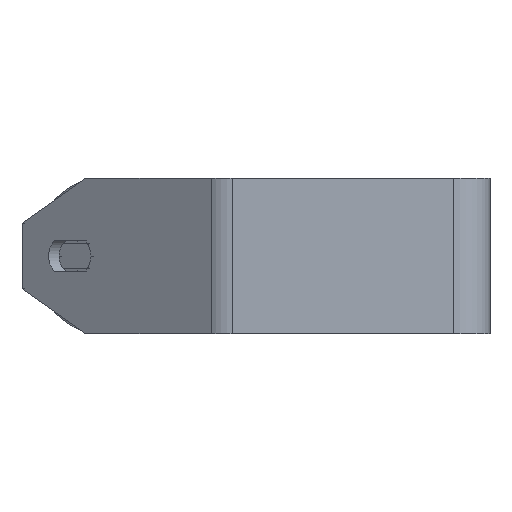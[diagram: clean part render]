
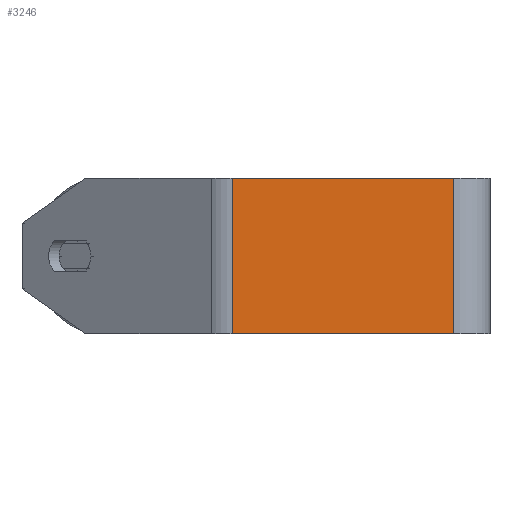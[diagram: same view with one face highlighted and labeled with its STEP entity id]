
A CAD part, left-side view. The second image highlights one B-rep face of the part: STEP entity #3246.
In plain terms, the highlighted planar face has unit normal (-1, 0, 0).
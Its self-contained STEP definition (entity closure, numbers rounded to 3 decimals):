
#8 = VERTEX_POINT ( 'NONE', #1036 ) ;
#313 = FACE_OUTER_BOUND ( 'NONE', #7633, .T. ) ;
#365 = DIRECTION ( 'NONE',  ( 0., 0., -1. ) ) ;
#675 = ORIENTED_EDGE ( 'NONE', *, *, #6253, .F. ) ;
#1001 = CARTESIAN_POINT ( 'NONE',  ( -250., 103.82, 30. ) ) ;
#1036 = CARTESIAN_POINT ( 'NONE',  ( -250., 99.406, -30. ) ) ;
#1282 = VECTOR ( 'NONE', #6043, 1000. ) ;
#1630 = CARTESIAN_POINT ( 'NONE',  ( -250., 14., 30. ) ) ;
#1744 = LINE ( 'NONE', #3840, #3219 ) ;
#1781 = ORIENTED_EDGE ( 'NONE', *, *, #6035, .T. ) ;
#1806 = VERTEX_POINT ( 'NONE', #3281 ) ;
#2218 = LINE ( 'NONE', #3526, #6798 ) ;
#2617 = DIRECTION ( 'NONE',  ( 0., -1., 0. ) ) ;
#2965 = DIRECTION ( 'NONE',  ( 0., 0., -1. ) ) ;
#3026 = VERTEX_POINT ( 'NONE', #3550 ) ;
#3219 = VECTOR ( 'NONE', #2617, 1000. ) ;
#3246 = ADVANCED_FACE ( 'NONE', ( #313 ), #5553, .F. ) ;
#3281 = CARTESIAN_POINT ( 'NONE',  ( -250., 99.406, 30. ) ) ;
#3526 = CARTESIAN_POINT ( 'NONE',  ( -250., 103.82, -30. ) ) ;
#3550 = CARTESIAN_POINT ( 'NONE',  ( -250., 14., -30. ) ) ;
#3786 = LINE ( 'NONE', #1630, #4879 ) ;
#3840 = CARTESIAN_POINT ( 'NONE',  ( -250., 103.82, 30. ) ) ;
#3868 = EDGE_CURVE ( 'NONE', #1806, #8, #7326, .T. ) ;
#4094 = CARTESIAN_POINT ( 'NONE',  ( -250., 99.406, 30. ) ) ;
#4536 = ORIENTED_EDGE ( 'NONE', *, *, #3868, .T. ) ;
#4850 = DIRECTION ( 'NONE',  ( 0., -1., 0. ) ) ;
#4879 = VECTOR ( 'NONE', #2965, 1000. ) ;
#5046 = CARTESIAN_POINT ( 'NONE',  ( -250., 14., 30. ) ) ;
#5526 = AXIS2_PLACEMENT_3D ( 'NONE', #1001, #8233, #365 ) ;
#5553 = PLANE ( 'NONE',  #5526 ) ;
#6035 = EDGE_CURVE ( 'NONE', #8, #3026, #2218, .T. ) ;
#6043 = DIRECTION ( 'NONE',  ( 0., 0., -1. ) ) ;
#6253 = EDGE_CURVE ( 'NONE', #1806, #7311, #1744, .T. ) ;
#6798 = VECTOR ( 'NONE', #4850, 1000. ) ;
#7311 = VERTEX_POINT ( 'NONE', #5046 ) ;
#7326 = LINE ( 'NONE', #4094, #1282 ) ;
#7633 = EDGE_LOOP ( 'NONE', ( #1781, #7642, #675, #4536 ) ) ;
#7642 = ORIENTED_EDGE ( 'NONE', *, *, #8077, .F. ) ;
#8077 = EDGE_CURVE ( 'NONE', #7311, #3026, #3786, .T. ) ;
#8233 = DIRECTION ( 'NONE',  ( 1., 0., 0. ) ) ;
